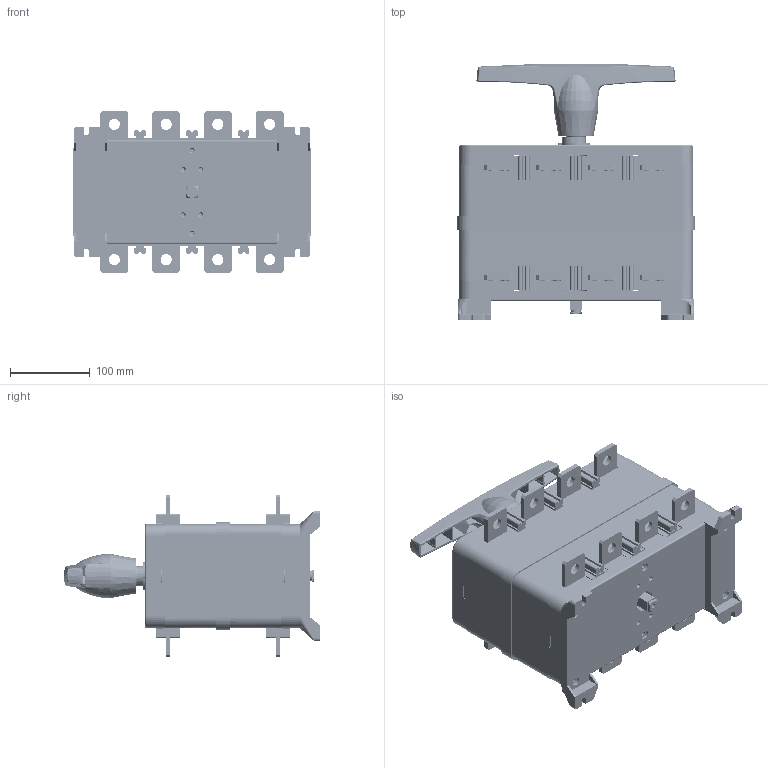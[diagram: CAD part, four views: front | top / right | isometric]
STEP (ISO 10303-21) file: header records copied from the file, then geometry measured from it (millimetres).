
FILE_DESCRIPTION (( 'STEP AP214' ), '1' );
FILE_NAME ('BB32-1000-4.STEP', '2023-04-24T11:58:13', ( '' ), ( '' ), 'SwSTEP 2.0', 'SolidWorks 2022', '' );
FILE_SCHEMA (( 'AUTOMOTIVE_DESIGN' ));
Length unit declared in the file: millimetre
Products named in the file (23): BB32-1000-4; Chapa base BB32-630.STEP; N4324051.STEP; Manopla 250; N1324001.STEP; N4222052.STEP; G-Contato Fixo 1000.STEP; 46301.STEP; 46304.STEP; N3222102.STEP; N4222054.STEP; Eixo BB 630; 46302.STEP; Suporte novo BB32-630-2.STEP; BB32-630.STEP; 46300_Predeterminado.STEP; G-S32 630.STEP; Acabamento lateral BB32-630-1.STEP; N1324002.STEP; Indicador BB 630; Acionamento BB32-630_Predeterminado.STEP; Bucha da manopla; N3.324.014 - dft.STEP
Assembly tree (34 placements, depth 4):
  BB32-1000-4
    BB32-630.STEP
      G-S32 630.STEP  x2
        N1324001.STEP
        N1324002.STEP
        G-Contato Fixo 1000.STEP
      46300_Predeterminado.STEP
        46301.STEP  x2
        46304.STEP  x2
        46302.STEP  x2
      Suporte novo BB32-630-2.STEP  x2
      Chapa base BB32-630.STEP
      Acabamento lateral BB32-630-1.STEP
      Acionamento BB32-630_Predeterminado.STEP
      N4222052.STEP
      N4222054.STEP
      N3.324.014 - dft.STEP
      N4324051.STEP
      N3222102.STEP
    Indicador BB 630
    Eixo BB 630
    Bucha da manopla
    Manopla 250
Bounding box: 298 x 321.9 x 203.7 mm (x, y, z)
Volume: 2796218.3 mm3; surface area: 1344380.2 mm2
Topology: 40 solids, 40 shells, 6418 faces, 17502 edges, 11288 vertices
Faces by surface type: plane 3652, cylinder 2002, cone 423, torus 217, bspline 112, sphere 12
Entity records: 123673 total; most frequent: CARTESIAN_POINT 33674, ORIENTED_EDGE 19032, DIRECTION 18177, EDGE_CURVE 9516, AXIS2_PLACEMENT_3D 6126, VERTEX_POINT 6120, LINE 5925, VECTOR 5925
